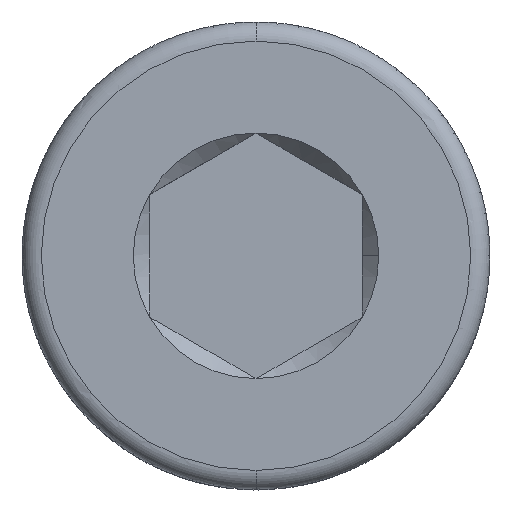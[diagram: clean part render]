
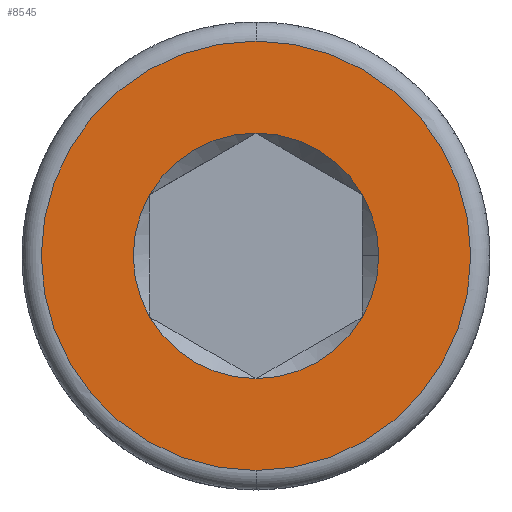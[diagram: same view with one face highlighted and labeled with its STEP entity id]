
A CAD part, top view. The second image highlights one B-rep face of the part: STEP entity #8545.
In plain terms, the highlighted planar face has unit normal (0, 0, 1).
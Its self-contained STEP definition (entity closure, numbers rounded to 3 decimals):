
#34 = CIRCLE ( 'NONE', #17484, 1.443 ) ;
#786 = DIRECTION ( 'NONE',  ( 0., 0., 1. ) ) ;
#1204 = ORIENTED_EDGE ( 'NONE', *, *, #4490, .F. ) ;
#1738 = AXIS2_PLACEMENT_3D ( 'NONE', #9948, #6693, #21672 ) ;
#1819 = DIRECTION ( 'NONE',  ( 1., 0., 0. ) ) ;
#1846 = CARTESIAN_POINT ( 'NONE',  ( 0., 2.525, 24. ) ) ;
#2701 = ORIENTED_EDGE ( 'NONE', *, *, #17800, .F. ) ;
#3142 = DIRECTION ( 'NONE',  ( 1., 0., 0. ) ) ;
#3618 = ORIENTED_EDGE ( 'NONE', *, *, #4738, .F. ) ;
#3690 = CARTESIAN_POINT ( 'NONE',  ( 0., 0., 24. ) ) ;
#3768 = EDGE_CURVE ( 'NONE', #11515, #9574, #6606, .T. ) ;
#3776 = EDGE_CURVE ( 'NONE', #16479, #16950, #11594, .T. ) ;
#3796 = ORIENTED_EDGE ( 'NONE', *, *, #3776, .T. ) ;
#3914 = CARTESIAN_POINT ( 'NONE',  ( 0., 0., 24. ) ) ;
#4054 = DIRECTION ( 'NONE',  ( 0., 1., 0. ) ) ;
#4315 = VERTEX_POINT ( 'NONE', #5896 ) ;
#4490 = EDGE_CURVE ( 'NONE', #4315, #4886, #12346, .T. ) ;
#4701 = CIRCLE ( 'NONE', #1738, 2.525 ) ;
#4736 = CIRCLE ( 'NONE', #7976, 1.443 ) ;
#4738 = EDGE_CURVE ( 'NONE', #9574, #11371, #4736, .T. ) ;
#4886 = VERTEX_POINT ( 'NONE', #18465 ) ;
#5189 = DIRECTION ( 'NONE',  ( 1., 0., 0. ) ) ;
#5411 = EDGE_CURVE ( 'NONE', #11371, #7404, #10249, .T. ) ;
#5617 = DIRECTION ( 'NONE',  ( 0., 0., 1. ) ) ;
#5726 = AXIS2_PLACEMENT_3D ( 'NONE', #14808, #16416, #3142 ) ;
#5896 = CARTESIAN_POINT ( 'NONE',  ( 1.443, 0., 24. ) ) ;
#6027 = EDGE_CURVE ( 'NONE', #16950, #16479, #4701, .T. ) ;
#6606 = CIRCLE ( 'NONE', #14938, 1.443 ) ;
#6693 = DIRECTION ( 'NONE',  ( 0., 0., 1. ) ) ;
#6848 = PLANE ( 'NONE',  #16419 ) ;
#6912 = CARTESIAN_POINT ( 'NONE',  ( 0., 2.75, 24. ) ) ;
#7006 = FACE_OUTER_BOUND ( 'NONE', #12965, .T. ) ;
#7404 = VERTEX_POINT ( 'NONE', #16779 ) ;
#7830 = AXIS2_PLACEMENT_3D ( 'NONE', #3914, #5617, #12067 ) ;
#7836 = ORIENTED_EDGE ( 'NONE', *, *, #3768, .F. ) ;
#7976 = AXIS2_PLACEMENT_3D ( 'NONE', #13554, #8594, #8672 ) ;
#8136 = CARTESIAN_POINT ( 'NONE',  ( 0., 0., 24. ) ) ;
#8471 = AXIS2_PLACEMENT_3D ( 'NONE', #17564, #12595, #17705 ) ;
#8539 = CARTESIAN_POINT ( 'NONE',  ( 1.25, -0.722, 24. ) ) ;
#8545 = ADVANCED_FACE ( 'NONE', ( #12217, #7006 ), #6848, .F. ) ;
#8594 = DIRECTION ( 'NONE',  ( 0., 0., 1. ) ) ;
#8656 = CARTESIAN_POINT ( 'NONE',  ( 0., -2.525, 24. ) ) ;
#8672 = DIRECTION ( 'NONE',  ( 1., 0., 0. ) ) ;
#8763 = ORIENTED_EDGE ( 'NONE', *, *, #15249, .F. ) ;
#8955 = CIRCLE ( 'NONE', #8471, 1.443 ) ;
#9226 = CARTESIAN_POINT ( 'NONE',  ( 0., 0., 24. ) ) ;
#9574 = VERTEX_POINT ( 'NONE', #19647 ) ;
#9849 = ORIENTED_EDGE ( 'NONE', *, *, #5411, .F. ) ;
#9948 = CARTESIAN_POINT ( 'NONE',  ( 0., 0., 24. ) ) ;
#10249 = CIRCLE ( 'NONE', #10507, 1.443 ) ;
#10507 = AXIS2_PLACEMENT_3D ( 'NONE', #8136, #11567, #1819 ) ;
#11239 = EDGE_CURVE ( 'NONE', #4886, #11515, #34, .T. ) ;
#11371 = VERTEX_POINT ( 'NONE', #17559 ) ;
#11515 = VERTEX_POINT ( 'NONE', #17700 ) ;
#11567 = DIRECTION ( 'NONE',  ( 0., 0., 1. ) ) ;
#11594 = CIRCLE ( 'NONE', #21716, 2.525 ) ;
#12067 = DIRECTION ( 'NONE',  ( 1., 0., 0. ) ) ;
#12217 = FACE_BOUND ( 'NONE', #13351, .T. ) ;
#12346 = CIRCLE ( 'NONE', #5726, 1.443 ) ;
#12595 = DIRECTION ( 'NONE',  ( 0., 0., 1. ) ) ;
#12965 = EDGE_LOOP ( 'NONE', ( #3796, #16277 ) ) ;
#13351 = EDGE_LOOP ( 'NONE', ( #7836, #17120, #1204, #2701, #8763, #9849, #3618 ) ) ;
#13554 = CARTESIAN_POINT ( 'NONE',  ( 0., 0., 24. ) ) ;
#13699 = DIRECTION ( 'NONE',  ( 0., 1., 0. ) ) ;
#14254 = DIRECTION ( 'NONE',  ( 0., 0., 1. ) ) ;
#14617 = CIRCLE ( 'NONE', #7830, 1.443 ) ;
#14808 = CARTESIAN_POINT ( 'NONE',  ( 0., 0., 24. ) ) ;
#14938 = AXIS2_PLACEMENT_3D ( 'NONE', #17622, #14254, #18945 ) ;
#15205 = DIRECTION ( 'NONE',  ( 0., 0., 1. ) ) ;
#15249 = EDGE_CURVE ( 'NONE', #7404, #15818, #8955, .T. ) ;
#15818 = VERTEX_POINT ( 'NONE', #8539 ) ;
#16277 = ORIENTED_EDGE ( 'NONE', *, *, #6027, .T. ) ;
#16416 = DIRECTION ( 'NONE',  ( 0., 0., 1. ) ) ;
#16419 = AXIS2_PLACEMENT_3D ( 'NONE', #6912, #18556, #13699 ) ;
#16479 = VERTEX_POINT ( 'NONE', #1846 ) ;
#16779 = CARTESIAN_POINT ( 'NONE',  ( 0., -1.443, 24. ) ) ;
#16950 = VERTEX_POINT ( 'NONE', #8656 ) ;
#17120 = ORIENTED_EDGE ( 'NONE', *, *, #11239, .F. ) ;
#17484 = AXIS2_PLACEMENT_3D ( 'NONE', #3690, #15205, #5189 ) ;
#17559 = CARTESIAN_POINT ( 'NONE',  ( -1.25, -0.722, 24. ) ) ;
#17564 = CARTESIAN_POINT ( 'NONE',  ( 0., 0., 24. ) ) ;
#17622 = CARTESIAN_POINT ( 'NONE',  ( 0., 0., 24. ) ) ;
#17700 = CARTESIAN_POINT ( 'NONE',  ( 0., 1.443, 24. ) ) ;
#17705 = DIRECTION ( 'NONE',  ( 1., 0., 0. ) ) ;
#17800 = EDGE_CURVE ( 'NONE', #15818, #4315, #14617, .T. ) ;
#18465 = CARTESIAN_POINT ( 'NONE',  ( 1.25, 0.722, 24. ) ) ;
#18556 = DIRECTION ( 'NONE',  ( 0., 0., -1. ) ) ;
#18945 = DIRECTION ( 'NONE',  ( 1., 0., 0. ) ) ;
#19647 = CARTESIAN_POINT ( 'NONE',  ( -1.25, 0.722, 24. ) ) ;
#21672 = DIRECTION ( 'NONE',  ( 0., 1., 0. ) ) ;
#21716 = AXIS2_PLACEMENT_3D ( 'NONE', #9226, #786, #4054 ) ;
